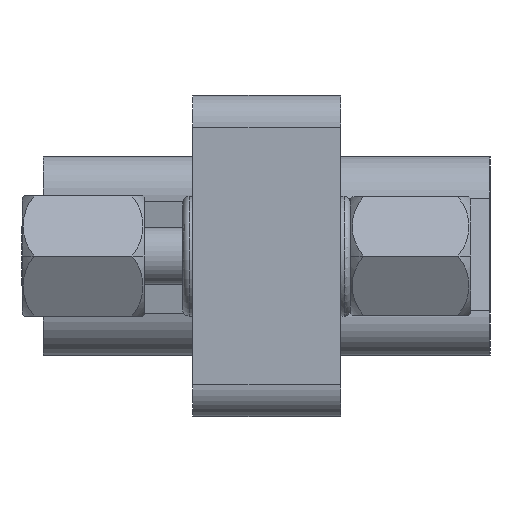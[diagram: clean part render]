
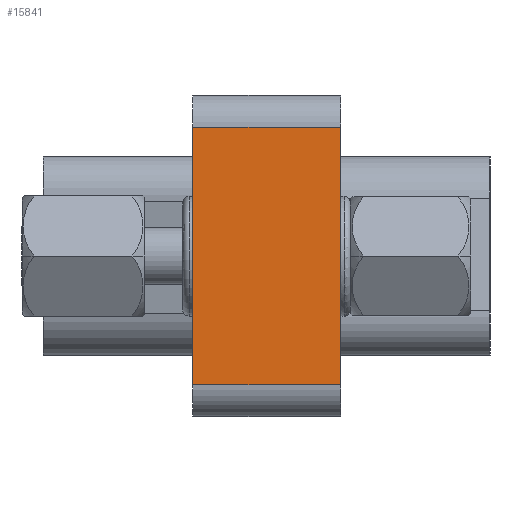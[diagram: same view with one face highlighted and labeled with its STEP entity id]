
A CAD part, left-side view. The second image highlights one B-rep face of the part: STEP entity #15841.
In plain terms, the highlighted planar face has unit normal (-1, 0, 0).
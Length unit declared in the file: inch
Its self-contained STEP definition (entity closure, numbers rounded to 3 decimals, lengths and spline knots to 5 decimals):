
#593 = DIRECTION ( 'NONE',  ( 0., 0., 1. ) ) ;
#907 = CARTESIAN_POINT ( 'NONE',  ( -1.365, 0.115, 0.25 ) ) ;
#1342 = LINE ( 'NONE', #907, #13998 ) ;
#1486 = VERTEX_POINT ( 'NONE', #7345 ) ;
#2198 = DIRECTION ( 'NONE',  ( 1., 0., 0. ) ) ;
#2390 = CARTESIAN_POINT ( 'NONE',  ( -1.365, -0.115, 0.25 ) ) ;
#3383 = VECTOR ( 'NONE', #12849, 39.37008 ) ;
#3511 = FACE_OUTER_BOUND ( 'NONE', #3772, .T. ) ;
#3736 = EDGE_CURVE ( 'NONE', #1486, #17226, #12717, .T. ) ;
#3772 = EDGE_LOOP ( 'NONE', ( #25642, #16894, #29435, #23416 ) ) ;
#7345 = CARTESIAN_POINT ( 'NONE',  ( -1.365, -0.115, 0.2 ) ) ;
#9422 = PLANE ( 'NONE',  #28912 ) ;
#12717 = LINE ( 'NONE', #27143, #3383 ) ;
#12849 = DIRECTION ( 'NONE',  ( 0., 1., 0. ) ) ;
#13850 = CARTESIAN_POINT ( 'NONE',  ( -1.365, 0.115, 0.25 ) ) ;
#13998 = VECTOR ( 'NONE', #593, 39.37008 ) ;
#14052 = DIRECTION ( 'NONE',  ( 0., 0., -1. ) ) ;
#15836 = VECTOR ( 'NONE', #17600, 39.37008 ) ;
#15841 = ADVANCED_FACE ( 'NONE', ( #3511 ), #9422, .F. ) ;
#16226 = CARTESIAN_POINT ( 'NONE',  ( -1.365, 0.115, -0.2 ) ) ;
#16599 = LINE ( 'NONE', #2390, #15836 ) ;
#16894 = ORIENTED_EDGE ( 'NONE', *, *, #3736, .T. ) ;
#17226 = VERTEX_POINT ( 'NONE', #20114 ) ;
#17600 = DIRECTION ( 'NONE',  ( 0., 0., 1. ) ) ;
#18138 = EDGE_CURVE ( 'NONE', #23391, #1486, #16599, .T. ) ;
#20114 = CARTESIAN_POINT ( 'NONE',  ( -1.365, 0.115, 0.2 ) ) ;
#21565 = CARTESIAN_POINT ( 'NONE',  ( -1.365, 0.115, -0.2 ) ) ;
#22033 = CARTESIAN_POINT ( 'NONE',  ( -1.365, -0.115, -0.2 ) ) ;
#23391 = VERTEX_POINT ( 'NONE', #22033 ) ;
#23416 = ORIENTED_EDGE ( 'NONE', *, *, #28512, .T. ) ;
#25567 = DIRECTION ( 'NONE',  ( 0., -1., 0. ) ) ;
#25642 = ORIENTED_EDGE ( 'NONE', *, *, #18138, .T. ) ;
#27143 = CARTESIAN_POINT ( 'NONE',  ( -1.365, 0.115, 0.2 ) ) ;
#28512 = EDGE_CURVE ( 'NONE', #30235, #23391, #30042, .T. ) ;
#28912 = AXIS2_PLACEMENT_3D ( 'NONE', #13850, #2198, #14052 ) ;
#29291 = VECTOR ( 'NONE', #25567, 39.37008 ) ;
#29435 = ORIENTED_EDGE ( 'NONE', *, *, #30365, .F. ) ;
#30042 = LINE ( 'NONE', #16226, #29291 ) ;
#30235 = VERTEX_POINT ( 'NONE', #21565 ) ;
#30365 = EDGE_CURVE ( 'NONE', #30235, #17226, #1342, .T. ) ;
